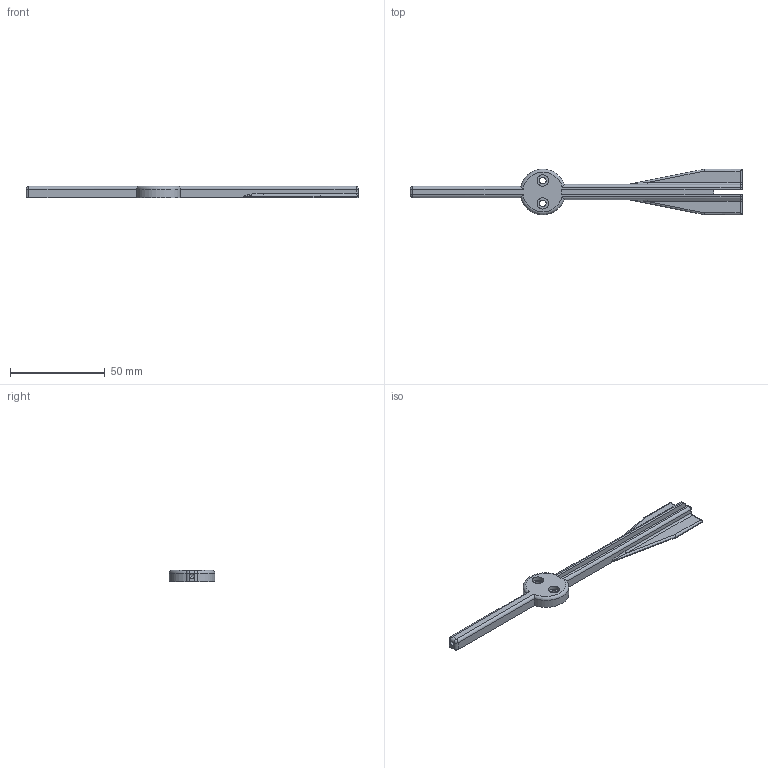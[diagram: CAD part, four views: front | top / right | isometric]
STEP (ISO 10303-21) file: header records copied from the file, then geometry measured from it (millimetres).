
FILE_DESCRIPTION( ( '' ), ' ' );
FILE_NAME( '5aa29b3141d49b0fc85e7bd3.step', '2018-03-09T14:33:22', ( '' ), ( '' ), ' ', ' ', ' ' );
FILE_SCHEMA( ( 'AUTOMOTIVE_DESIGN { 1 0 10303 214 1 1 1 1 }' ) );
Length unit declared in the file: metre
Products named in the file (1): Vane Holder
Bounding box: 175 x 24 x 6 mm (x, y, z)
Volume: 8671 mm3; surface area: 7342.5 mm2
Topology: 1 solids, 1 shells, 61 faces, 146 edges, 87 vertices
Faces by surface type: cylinder 28, plane 22, bspline 4, torus 4, sphere 2, cone 1
Full cylindrical faces by diameter (mm): 2.5 x1, 3.5 x2, 6 x2
Entity records: 2503 total; most frequent: CARTESIAN_POINT 598, DIRECTION 305, ORIENTED_EDGE 274, EDGE_CURVE 137, AXIS2_PLACEMENT_3D 114, VERTEX_POINT 87, LINE 77, VECTOR 77
